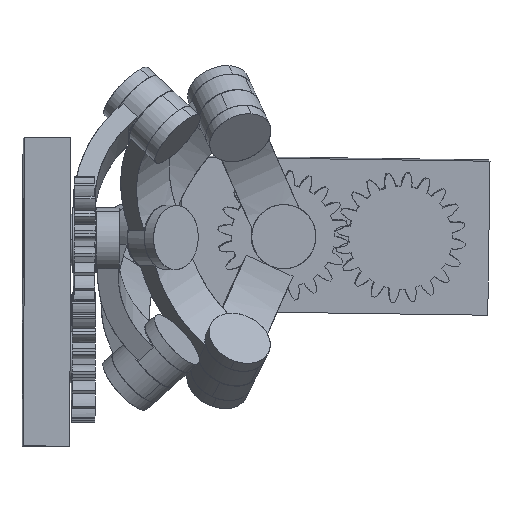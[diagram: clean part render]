
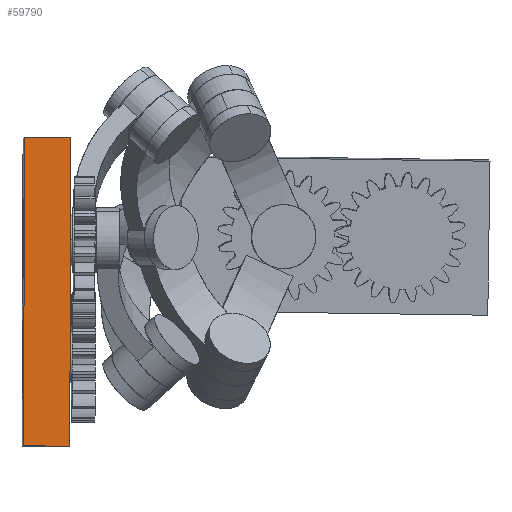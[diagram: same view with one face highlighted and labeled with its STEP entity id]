
A CAD part, top view. The second image highlights one B-rep face of the part: STEP entity #59790.
In plain terms, the highlighted free-form (B-spline) face has degree [1, 1] with [2, 2] control points.
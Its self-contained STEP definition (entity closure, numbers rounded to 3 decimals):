
#59790 = ADVANCED_FACE('',(#59791),#59821,.T.);
#59791 = FACE_BOUND('',#59792,.T.);
#59792 = EDGE_LOOP('',(#59793,#59802,#59809,#59816));
#59793 = ORIENTED_EDGE('',*,*,#59794,.T.);
#59794 = EDGE_CURVE('',#59795,#59797,#59799,.T.);
#59795 = VERTEX_POINT('',#59796);
#59796 = CARTESIAN_POINT('',(-38.726,70.52,
    -55.162));
#59797 = VERTEX_POINT('',#59798);
#59798 = CARTESIAN_POINT('',(-18.206,70.45,
    -55.365));
#59799 = B_SPLINE_CURVE_WITH_KNOTS('',1,(#59800,#59801),.UNSPECIFIED.,
  .F.,.F.,(2,2),(0.,18.),.PIECEWISE_BEZIER_KNOTS.);
#59800 = CARTESIAN_POINT('',(-38.726,70.52,
    -55.162));
#59801 = CARTESIAN_POINT('',(-18.206,70.45,
    -55.365));
#59802 = ORIENTED_EDGE('',*,*,#59803,.T.);
#59803 = EDGE_CURVE('',#59797,#59804,#59806,.T.);
#59804 = VERTEX_POINT('',#59805);
#59805 = CARTESIAN_POINT('',(-18.674,-66.356,
    -55.304));
#59806 = B_SPLINE_CURVE_WITH_KNOTS('',1,(#59807,#59808),.UNSPECIFIED.,
  .F.,.F.,(2,2),(0.,120.),.PIECEWISE_BEZIER_KNOTS.);
#59807 = CARTESIAN_POINT('',(-18.206,70.45,
    -55.365));
#59808 = CARTESIAN_POINT('',(-18.674,-66.356,
    -55.304));
#59809 = ORIENTED_EDGE('',*,*,#59810,.T.);
#59810 = EDGE_CURVE('',#59804,#59811,#59813,.T.);
#59811 = VERTEX_POINT('',#59812);
#59812 = CARTESIAN_POINT('',(-39.194,-66.285,
    -55.102));
#59813 = B_SPLINE_CURVE_WITH_KNOTS('',1,(#59814,#59815),.UNSPECIFIED.,
  .F.,.F.,(2,2),(0.,18.),.PIECEWISE_BEZIER_KNOTS.);
#59814 = CARTESIAN_POINT('',(-18.674,-66.356,
    -55.304));
#59815 = CARTESIAN_POINT('',(-39.194,-66.285,
    -55.102));
#59816 = ORIENTED_EDGE('',*,*,#59817,.T.);
#59817 = EDGE_CURVE('',#59811,#59795,#59818,.T.);
#59818 = B_SPLINE_CURVE_WITH_KNOTS('',1,(#59819,#59820),.UNSPECIFIED.,
  .F.,.F.,(2,2),(0.,120.),.PIECEWISE_BEZIER_KNOTS.);
#59819 = CARTESIAN_POINT('',(-39.194,-66.285,
    -55.102));
#59820 = CARTESIAN_POINT('',(-38.726,70.52,
    -55.162));
#59821 = B_SPLINE_SURFACE_WITH_KNOTS('',1,1,(
    (#59822,#59823)
    ,(#59824,#59825
    )),.UNSPECIFIED.,.F.,.F.,.F.,(2,2),(2,2),(0.,1.),(0.,1.),
  .PIECEWISE_BEZIER_KNOTS.);
#59822 = CARTESIAN_POINT('',(-38.726,70.52,
    -55.162));
#59823 = CARTESIAN_POINT('',(-39.194,-66.285,
    -55.102));
#59824 = CARTESIAN_POINT('',(-18.206,70.45,
    -55.365));
#59825 = CARTESIAN_POINT('',(-18.674,-66.356,
    -55.304));
